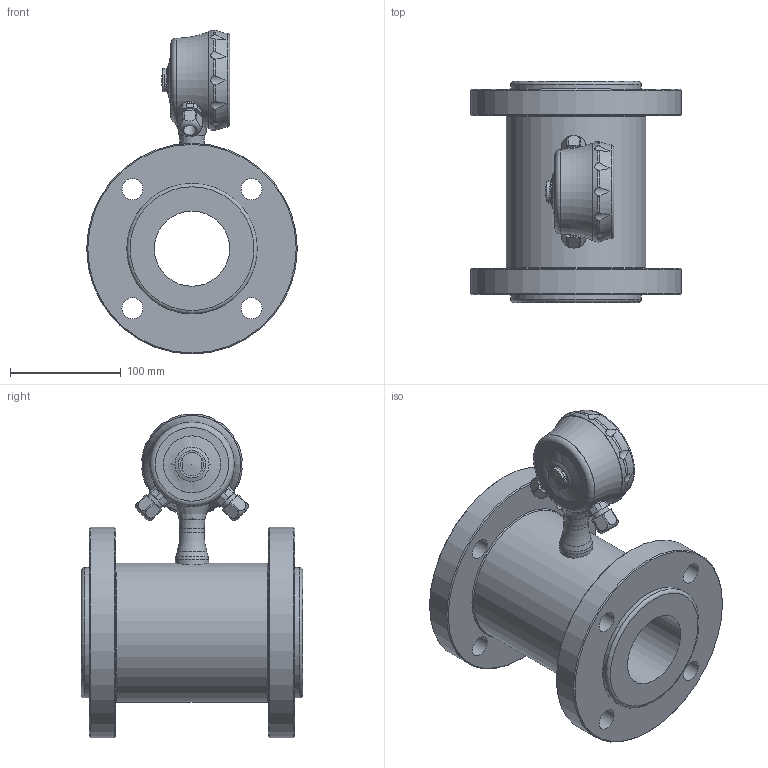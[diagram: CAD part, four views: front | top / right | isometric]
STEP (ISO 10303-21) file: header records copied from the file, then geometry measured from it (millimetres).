
FILE_DESCRIPTION( ( 'Unknown' ), '1' );
FILE_NAME( 'PF75S5xxxxxxx03xxKBxx3Ax00xx.stp', 'Unknown', ( 'Unknown' ), ( 'Unknown' ), 'PSStep 19.0.9', 'Unknown', ' ' );
FILE_SCHEMA( ( 'AUTOMOTIVE_DESIGN { 1 0 10303 214 1 1 1 1 }' ) );
Length unit declared in the file: millimetre
Products named in the file (1): Unterteil_PF75S_ANSI150_DN80
Bounding box: 190.5 x 200 x 293.02 mm (x, y, z)
Volume: 2774051.2 mm3; surface area: 258856.2 mm2
Topology: 1 solids, 16 shells, 507 faces, 1346 edges, 889 vertices
Faces by surface type: plane 256, cylinder 150, torus 39, cone 33, bspline 21, revolution 4, sphere 4
Full cylindrical faces by diameter (mm): 3 x1, 3.459 x2, 12 x2, 16 x4, 16.691 x2, 19.1 x8, 20.8 x1, 21 x1, 22 x1, 23.5 x1, 30 x1, 68 x1, 81.2 x1, 83.7 x1, 88 x1, 118 x2, 126 x1, 190.5 x2
Entity records: 22758 total; most frequent: CARTESIAN_POINT 6843, ORIENTED_EDGE 2458, DIRECTION 2332, EDGE_CURVE 1229, AXIS2_PLACEMENT_3D 874, VERTEX_POINT 845, EDGE_LOOP 627, LINE 580
